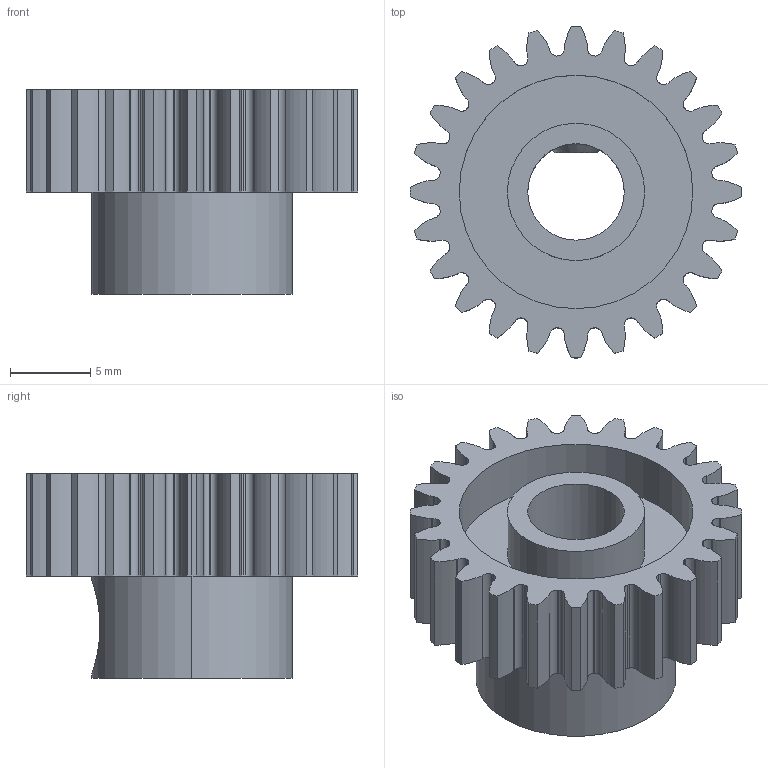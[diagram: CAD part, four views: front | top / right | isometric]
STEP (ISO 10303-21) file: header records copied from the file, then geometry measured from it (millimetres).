
FILE_DESCRIPTION (( 'STEP AP203' ), '1' );
FILE_NAME ('615266 assembly.STEP', '2017-10-27T15:35:28', ( '' ), ( '' ), 'SwSTEP 2.0', 'SolidWorks 2016', '' );
FILE_SCHEMA (( 'CONFIG_CONTROL_DESIGN' ));
Length unit declared in the file: inch
Products named in the file (3): 615266_Gear Blank; 615266 assembly; 632134_91375A436
Assembly tree (2 placements, depth 2):
  615266 assembly
    615266_Gear Blank
    632134_91375A436
Bounding box: 20.64 x 20.64 x 12.7 mm (x, y, z)
Volume: 1836.6 mm3; surface area: 2098 mm2
Topology: 2 solids, 2 shells, 275 faces, 781 edges, 511 vertices
Faces by surface type: bspline 105, cylinder 85, plane 66, cone 19
Entity records: 17785 total; most frequent: CARTESIAN_POINT 11175, ORIENTED_EDGE 1554, DIRECTION 973, EDGE_CURVE 777, VERTEX_POINT 511, VECTOR 347, LINE 347, AXIS2_PLACEMENT_3D 313
